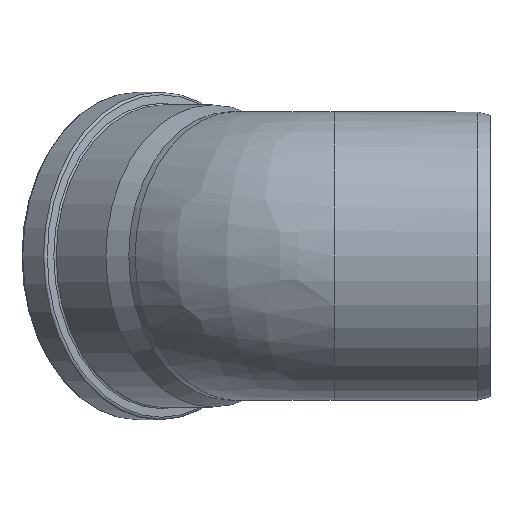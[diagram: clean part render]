
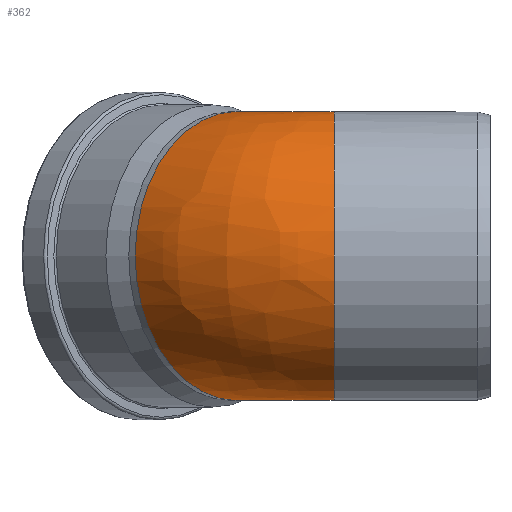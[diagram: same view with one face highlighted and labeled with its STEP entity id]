
A CAD part, left-side view. The second image highlights one B-rep face of the part: STEP entity #362.
In plain terms, the highlighted free-form (B-spline) face has degree [2, 2] with [9, 3] control points.
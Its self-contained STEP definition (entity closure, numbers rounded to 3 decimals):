
#77=CIRCLE('',#399,80.15);
#78=CIRCLE('',#400,80.15);
#110=(
BOUNDED_SURFACE()
B_SPLINE_SURFACE(2,2,((#638,#639,#640),(#641,#642,#643),(#644,#645,#646),
(#647,#648,#649),(#650,#651,#652),(#653,#654,#655),(#656,#657,#658),(#659,
#660,#661),(#662,#663,#664)),.UNSPECIFIED.,.F.,.F.,.F.)
B_SPLINE_SURFACE_WITH_KNOTS((3,2,2,2,3),(3,3),(-2.773,-1.386,
0.,1.386,2.773),(0.,0.785),
 .UNSPECIFIED.)
GEOMETRIC_REPRESENTATION_ITEM()
RATIONAL_B_SPLINE_SURFACE(((1.,0.924,1.),(0.769,
0.711,0.769),(1.,0.924,1.),(0.769,
0.711,0.769),(1.,0.924,1.),(0.769,
0.711,0.769),(1.,0.924,1.),(0.769,
0.711,0.769),(1.,0.924,1.)))
REPRESENTATION_ITEM('')
SURFACE()
);
#113=FACE_OUTER_BOUND('',#147,.T.);
#147=EDGE_LOOP('',(#290,#291,#292,#293));
#213=B_SPLINE_CURVE_WITH_KNOTS('',3,(#620,#621,#622,#623,#624,#625,#626),
 .UNSPECIFIED.,.F.,.F.,(4,3,4),(-0.001,0.054,
0.109),.UNSPECIFIED.);
#214=B_SPLINE_CURVE_WITH_KNOTS('',3,(#630,#631,#632,#633,#634,#635,#636),
 .UNSPECIFIED.,.F.,.F.,(4,3,4),(-0.001,0.055,
0.109),.UNSPECIFIED.);
#215=VERTEX_POINT('',#618);
#216=VERTEX_POINT('',#619);
#217=VERTEX_POINT('',#627);
#218=VERTEX_POINT('',#629);
#249=EDGE_CURVE('',#215,#216,#213,.T.);
#251=EDGE_CURVE('',#218,#217,#214,.T.);
#253=EDGE_CURVE('',#217,#215,#77,.T.);
#254=EDGE_CURVE('',#218,#216,#78,.T.);
#290=ORIENTED_EDGE('',*,*,#251,.T.);
#291=ORIENTED_EDGE('',*,*,#253,.T.);
#292=ORIENTED_EDGE('',*,*,#249,.T.);
#293=ORIENTED_EDGE('',*,*,#254,.F.);
#362=ADVANCED_FACE('',(#113),#110,.F.);
#399=AXIS2_PLACEMENT_3D('',#665,#469,#470);
#400=AXIS2_PLACEMENT_3D('',#666,#471,#472);
#469=DIRECTION('center_axis',(0.,1.,0.));
#470=DIRECTION('ref_axis',(1.,0.,0.));
#471=DIRECTION('center_axis',(0.707,0.707,0.));
#472=DIRECTION('ref_axis',(0.707,-0.707,0.));
#618=CARTESIAN_POINT('',(74.751,86.608,28.919));
#619=CARTESIAN_POINT('',(75.161,87.597,28.919));
#620=CARTESIAN_POINT('Ctrl Pts',(74.751,86.608,28.919));
#621=CARTESIAN_POINT('Ctrl Pts',(74.756,86.789,28.906));
#622=CARTESIAN_POINT('Ctrl Pts',(74.794,86.967,28.9));
#623=CARTESIAN_POINT('Ctrl Pts',(74.863,87.135,28.9));
#624=CARTESIAN_POINT('Ctrl Pts',(74.934,87.306,28.9));
#625=CARTESIAN_POINT('Ctrl Pts',(75.034,87.463,28.906));
#626=CARTESIAN_POINT('Ctrl Pts',(75.161,87.597,28.919));
#627=CARTESIAN_POINT('',(74.751,86.608,-28.919));
#629=CARTESIAN_POINT('',(75.161,87.597,-28.919));
#630=CARTESIAN_POINT('Ctrl Pts',(75.161,87.597,-28.919));
#631=CARTESIAN_POINT('Ctrl Pts',(75.034,87.463,-28.906));
#632=CARTESIAN_POINT('Ctrl Pts',(74.934,87.306,-28.9));
#633=CARTESIAN_POINT('Ctrl Pts',(74.863,87.135,-28.9));
#634=CARTESIAN_POINT('Ctrl Pts',(74.794,86.967,-28.9));
#635=CARTESIAN_POINT('Ctrl Pts',(74.756,86.789,-28.906));
#636=CARTESIAN_POINT('Ctrl Pts',(74.751,86.608,-28.919));
#638=CARTESIAN_POINT('Ctrl Pts',(74.759,86.608,28.9));
#639=CARTESIAN_POINT('Ctrl Pts',(74.759,87.184,28.9));
#640=CARTESIAN_POINT('Ctrl Pts',(75.166,87.592,28.9));
#641=CARTESIAN_POINT('Ctrl Pts',(50.752,86.608,91.001));
#642=CARTESIAN_POINT('Ctrl Pts',(50.752,97.128,91.001));
#643=CARTESIAN_POINT('Ctrl Pts',(58.191,104.567,91.001));
#644=CARTESIAN_POINT('Ctrl Pts',(-14.699,86.608,78.791));
#645=CARTESIAN_POINT('Ctrl Pts',(-14.699,124.239,78.791));
#646=CARTESIAN_POINT('Ctrl Pts',(11.91,150.848,78.791));
#647=CARTESIAN_POINT('Ctrl Pts',(-80.15,86.608,66.58));
#648=CARTESIAN_POINT('Ctrl Pts',(-80.15,151.349,66.58));
#649=CARTESIAN_POINT('Ctrl Pts',(-34.371,197.128,66.58));
#650=CARTESIAN_POINT('Ctrl Pts',(-80.15,86.608,0.));
#651=CARTESIAN_POINT('Ctrl Pts',(-80.15,151.349,0.));
#652=CARTESIAN_POINT('Ctrl Pts',(-34.371,197.128,0.));
#653=CARTESIAN_POINT('Ctrl Pts',(-80.15,86.608,-66.58));
#654=CARTESIAN_POINT('Ctrl Pts',(-80.15,151.349,-66.58));
#655=CARTESIAN_POINT('Ctrl Pts',(-34.371,197.128,-66.58));
#656=CARTESIAN_POINT('Ctrl Pts',(-14.699,86.608,-78.791));
#657=CARTESIAN_POINT('Ctrl Pts',(-14.699,124.239,-78.791));
#658=CARTESIAN_POINT('Ctrl Pts',(11.91,150.848,-78.791));
#659=CARTESIAN_POINT('Ctrl Pts',(50.752,86.608,-91.001));
#660=CARTESIAN_POINT('Ctrl Pts',(50.752,97.128,-91.001));
#661=CARTESIAN_POINT('Ctrl Pts',(58.191,104.567,-91.001));
#662=CARTESIAN_POINT('Ctrl Pts',(74.759,86.608,-28.9));
#663=CARTESIAN_POINT('Ctrl Pts',(74.759,87.184,-28.9));
#664=CARTESIAN_POINT('Ctrl Pts',(75.166,87.592,-28.9));
#665=CARTESIAN_POINT('Origin',(0.,86.608,0.));
#666=CARTESIAN_POINT('Origin',(22.304,140.454,0.));
